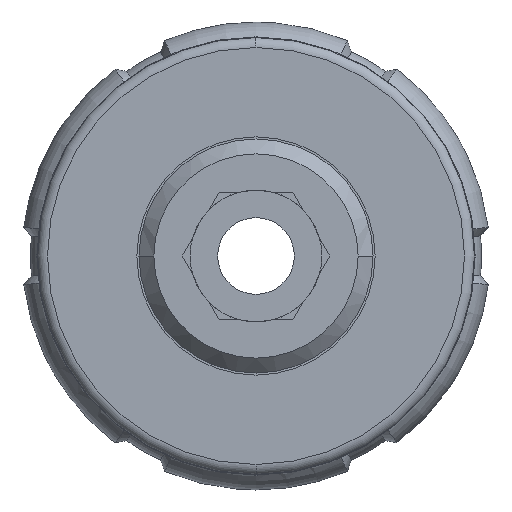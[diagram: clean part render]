
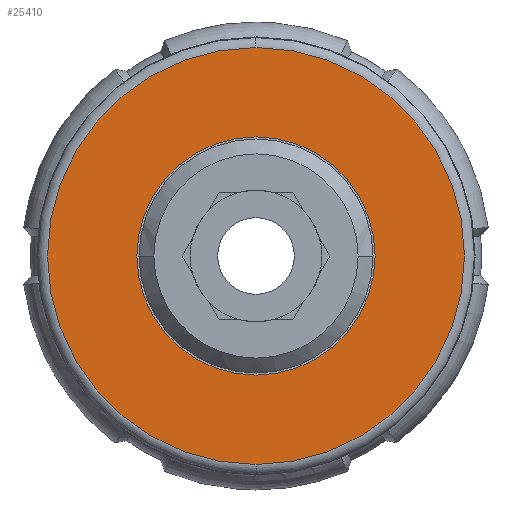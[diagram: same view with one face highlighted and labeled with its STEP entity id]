
A CAD part, front view. The second image highlights one B-rep face of the part: STEP entity #25410.
In plain terms, the highlighted planar face has unit normal (0, -1, 0).
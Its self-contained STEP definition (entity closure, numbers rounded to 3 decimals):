
#627 = ORIENTED_EDGE ( 'NONE', *, *, #10223, .T. ) ;
#1450 = DIRECTION ( 'NONE',  ( 0., -1., 0. ) ) ;
#1834 = AXIS2_PLACEMENT_3D ( 'NONE', #9717, #1450, #19963 ) ;
#1859 = AXIS2_PLACEMENT_3D ( 'NONE', #16838, #10935, #2538 ) ;
#2538 = DIRECTION ( 'NONE',  ( -1., 0., 0. ) ) ;
#2923 = PLANE ( 'NONE',  #1859 ) ;
#3063 = CIRCLE ( 'NONE', #4316, 4.899 ) ;
#3523 = CIRCLE ( 'NONE', #1834, 2.8 ) ;
#4316 = AXIS2_PLACEMENT_3D ( 'NONE', #8948, #25218, #13021 ) ;
#4674 = CARTESIAN_POINT ( 'NONE',  ( 0., -12.14, 0. ) ) ;
#5001 = ORIENTED_EDGE ( 'NONE', *, *, #13791, .F. ) ;
#6167 = EDGE_LOOP ( 'NONE', ( #627, #9151 ) ) ;
#6600 = CARTESIAN_POINT ( 'NONE',  ( 0., -12.14, 0. ) ) ;
#7176 = VERTEX_POINT ( 'NONE', #8197 ) ;
#8197 = CARTESIAN_POINT ( 'NONE',  ( 0., -12.14, -2.8 ) ) ;
#8948 = CARTESIAN_POINT ( 'NONE',  ( 0., -12.14, 0. ) ) ;
#9151 = ORIENTED_EDGE ( 'NONE', *, *, #11767, .T. ) ;
#9717 = CARTESIAN_POINT ( 'NONE',  ( 0., -12.14, 0. ) ) ;
#9869 = CARTESIAN_POINT ( 'NONE',  ( 0., -12.14, 2.8 ) ) ;
#10223 = EDGE_CURVE ( 'NONE', #13938, #23236, #13958, .T. ) ;
#10231 = AXIS2_PLACEMENT_3D ( 'NONE', #6600, #12645, #10682 ) ;
#10552 = FACE_OUTER_BOUND ( 'NONE', #6167, .T. ) ;
#10682 = DIRECTION ( 'NONE',  ( 0., 0., 1. ) ) ;
#10788 = CARTESIAN_POINT ( 'NONE',  ( 0., -12.14, 4.899 ) ) ;
#10935 = DIRECTION ( 'NONE',  ( 0., -1., 0. ) ) ;
#11767 = EDGE_CURVE ( 'NONE', #23236, #13938, #3063, .T. ) ;
#12645 = DIRECTION ( 'NONE',  ( 0., -1., 0. ) ) ;
#13021 = DIRECTION ( 'NONE',  ( 0., 0., -1. ) ) ;
#13791 = EDGE_CURVE ( 'NONE', #7176, #16952, #3523, .T. ) ;
#13938 = VERTEX_POINT ( 'NONE', #19568 ) ;
#13958 = CIRCLE ( 'NONE', #16057, 4.899 ) ;
#14504 = EDGE_CURVE ( 'NONE', #16952, #7176, #23645, .T. ) ;
#14538 = DIRECTION ( 'NONE',  ( 0., 0., -1. ) ) ;
#16057 = AXIS2_PLACEMENT_3D ( 'NONE', #4674, #24636, #14538 ) ;
#16838 = CARTESIAN_POINT ( 'NONE',  ( 2.5, -12.14, 0. ) ) ;
#16952 = VERTEX_POINT ( 'NONE', #9869 ) ;
#19568 = CARTESIAN_POINT ( 'NONE',  ( 0., -12.14, -4.899 ) ) ;
#19963 = DIRECTION ( 'NONE',  ( 0., 0., 1. ) ) ;
#21831 = EDGE_LOOP ( 'NONE', ( #23619, #5001 ) ) ;
#22883 = FACE_BOUND ( 'NONE', #21831, .T. ) ;
#23236 = VERTEX_POINT ( 'NONE', #10788 ) ;
#23619 = ORIENTED_EDGE ( 'NONE', *, *, #14504, .F. ) ;
#23645 = CIRCLE ( 'NONE', #10231, 2.8 ) ;
#24636 = DIRECTION ( 'NONE',  ( 0., -1., 0. ) ) ;
#25218 = DIRECTION ( 'NONE',  ( 0., -1., 0. ) ) ;
#25410 = ADVANCED_FACE ( 'NONE', ( #10552, #22883 ), #2923, .T. ) ;
